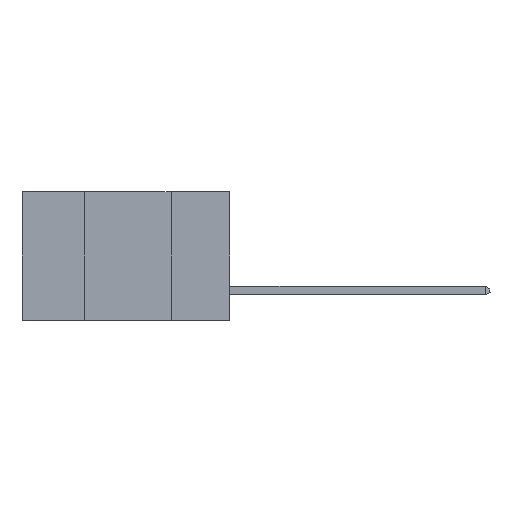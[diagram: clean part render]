
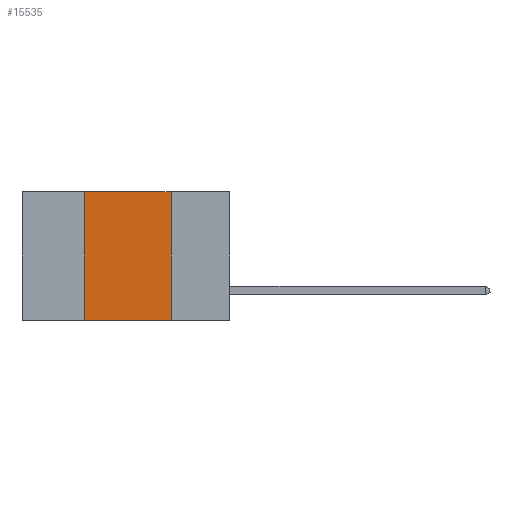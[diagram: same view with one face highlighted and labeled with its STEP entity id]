
A CAD part, left-side view. The second image highlights one B-rep face of the part: STEP entity #15535.
In plain terms, the highlighted planar face has unit normal (-1, 0, 0).
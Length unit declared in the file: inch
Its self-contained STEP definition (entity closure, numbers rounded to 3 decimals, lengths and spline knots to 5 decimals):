
#1390 = ORIENTED_EDGE ( 'NONE', *, *, #14564, .F. ) ;
#2631 = FACE_OUTER_BOUND ( 'NONE', #3806, .T. ) ;
#3294 = DIRECTION ( 'NONE',  ( 0., 0., -1. ) ) ;
#3657 = CARTESIAN_POINT ( 'NONE',  ( 0., 0.42, 0. ) ) ;
#3746 = CARTESIAN_POINT ( 'NONE',  ( 0., 0.17, 0. ) ) ;
#3806 = EDGE_LOOP ( 'NONE', ( #23006, #20732, #1390, #18214 ) ) ;
#4056 = LINE ( 'NONE', #21818, #6560 ) ;
#5121 = VERTEX_POINT ( 'NONE', #20467 ) ;
#5373 = CARTESIAN_POINT ( 'NONE',  ( 0., 0.42, -0.37 ) ) ;
#5800 = DIRECTION ( 'NONE',  ( 0., -1., 0. ) ) ;
#6560 = VECTOR ( 'NONE', #5800, 39.37008 ) ;
#6565 = EDGE_CURVE ( 'NONE', #11040, #5121, #4056, .T. ) ;
#6642 = LINE ( 'NONE', #11534, #18944 ) ;
#7395 = CARTESIAN_POINT ( 'NONE',  ( 0., 0.6, 0. ) ) ;
#9344 = PLANE ( 'NONE',  #9842 ) ;
#9806 = DIRECTION ( 'NONE',  ( 0., -1., 0. ) ) ;
#9842 = AXIS2_PLACEMENT_3D ( 'NONE', #7395, #19937, #12642 ) ;
#11040 = VERTEX_POINT ( 'NONE', #5373 ) ;
#11341 = LINE ( 'NONE', #3657, #11611 ) ;
#11427 = EDGE_CURVE ( 'NONE', #17982, #20404, #6642, .T. ) ;
#11534 = CARTESIAN_POINT ( 'NONE',  ( 0., 0.6, 0. ) ) ;
#11611 = VECTOR ( 'NONE', #19908, 39.37008 ) ;
#12126 = VECTOR ( 'NONE', #3294, 39.37008 ) ;
#12642 = DIRECTION ( 'NONE',  ( 0., 0., -1. ) ) ;
#14564 = EDGE_CURVE ( 'NONE', #11040, #17982, #11341, .T. ) ;
#15507 = LINE ( 'NONE', #21248, #12126 ) ;
#15510 = EDGE_CURVE ( 'NONE', #20404, #5121, #15507, .T. ) ;
#15535 = ADVANCED_FACE ( 'NONE', ( #2631 ), #9344, .F. ) ;
#17982 = VERTEX_POINT ( 'NONE', #19458 ) ;
#18214 = ORIENTED_EDGE ( 'NONE', *, *, #6565, .T. ) ;
#18944 = VECTOR ( 'NONE', #9806, 39.37008 ) ;
#19458 = CARTESIAN_POINT ( 'NONE',  ( 0., 0.42, 0. ) ) ;
#19908 = DIRECTION ( 'NONE',  ( 0., 0., 1. ) ) ;
#19937 = DIRECTION ( 'NONE',  ( 1., 0., 0. ) ) ;
#20404 = VERTEX_POINT ( 'NONE', #3746 ) ;
#20467 = CARTESIAN_POINT ( 'NONE',  ( 0., 0.17, -0.37 ) ) ;
#20732 = ORIENTED_EDGE ( 'NONE', *, *, #11427, .F. ) ;
#21248 = CARTESIAN_POINT ( 'NONE',  ( 0., 0.17, 0. ) ) ;
#21818 = CARTESIAN_POINT ( 'NONE',  ( 0., 0.6, -0.37 ) ) ;
#23006 = ORIENTED_EDGE ( 'NONE', *, *, #15510, .F. ) ;
